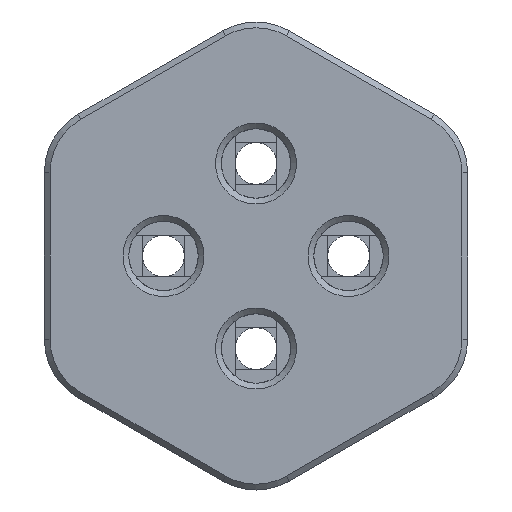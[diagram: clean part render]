
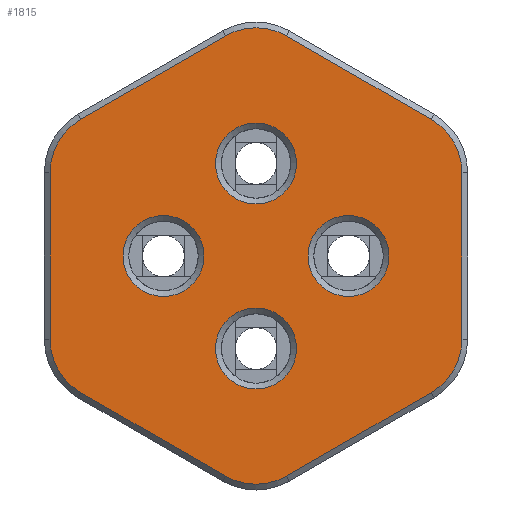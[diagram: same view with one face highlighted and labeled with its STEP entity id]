
A CAD part, front view. The second image highlights one B-rep face of the part: STEP entity #1815.
In plain terms, the highlighted planar face has unit normal (0, -1, 0).
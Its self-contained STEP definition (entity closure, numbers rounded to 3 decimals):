
#38=FACE_BOUND('',#232,.T.);
#39=FACE_BOUND('',#233,.T.);
#40=FACE_BOUND('',#234,.T.);
#41=FACE_BOUND('',#235,.T.);
#49=PLANE('',#1942);
#121=FACE_OUTER_BOUND('',#231,.T.);
#231=EDGE_LOOP('',(#1253,#1254,#1255,#1256,#1257,#1258,#1259,#1260,#1261,
#1262,#1263,#1264));
#232=EDGE_LOOP('',(#1265));
#233=EDGE_LOOP('',(#1266));
#234=EDGE_LOOP('',(#1267));
#235=EDGE_LOOP('',(#1268));
#352=LINE('',#2753,#529);
#353=LINE('',#2757,#530);
#354=LINE('',#2761,#531);
#355=LINE('',#2765,#532);
#356=LINE('',#2769,#533);
#357=LINE('',#2773,#534);
#529=VECTOR('',#2159,10.);
#530=VECTOR('',#2162,10.);
#531=VECTOR('',#2165,10.);
#532=VECTOR('',#2168,10.);
#533=VECTOR('',#2171,10.);
#534=VECTOR('',#2174,10.);
#707=CIRCLE('',#1941,3.5);
#708=CIRCLE('',#1943,5.3);
#709=CIRCLE('',#1944,5.3);
#710=CIRCLE('',#1945,5.3);
#711=CIRCLE('',#1946,5.3);
#712=CIRCLE('',#1947,5.3);
#713=CIRCLE('',#1948,5.3);
#714=CIRCLE('',#1949,3.5);
#715=CIRCLE('',#1950,3.5);
#716=CIRCLE('',#1951,3.5);
#805=VERTEX_POINT('',#2747);
#806=VERTEX_POINT('',#2751);
#807=VERTEX_POINT('',#2752);
#808=VERTEX_POINT('',#2754);
#809=VERTEX_POINT('',#2756);
#810=VERTEX_POINT('',#2758);
#811=VERTEX_POINT('',#2760);
#812=VERTEX_POINT('',#2762);
#813=VERTEX_POINT('',#2764);
#814=VERTEX_POINT('',#2766);
#815=VERTEX_POINT('',#2768);
#816=VERTEX_POINT('',#2770);
#817=VERTEX_POINT('',#2772);
#818=VERTEX_POINT('',#2775);
#819=VERTEX_POINT('',#2777);
#820=VERTEX_POINT('',#2779);
#976=EDGE_CURVE('',#805,#805,#707,.T.);
#977=EDGE_CURVE('',#806,#807,#352,.T.);
#978=EDGE_CURVE('',#808,#806,#708,.T.);
#979=EDGE_CURVE('',#809,#808,#353,.T.);
#980=EDGE_CURVE('',#810,#809,#709,.T.);
#981=EDGE_CURVE('',#811,#810,#354,.T.);
#982=EDGE_CURVE('',#812,#811,#710,.T.);
#983=EDGE_CURVE('',#813,#812,#355,.T.);
#984=EDGE_CURVE('',#814,#813,#711,.T.);
#985=EDGE_CURVE('',#815,#814,#356,.T.);
#986=EDGE_CURVE('',#816,#815,#712,.T.);
#987=EDGE_CURVE('',#817,#816,#357,.T.);
#988=EDGE_CURVE('',#807,#817,#713,.T.);
#989=EDGE_CURVE('',#818,#818,#714,.T.);
#990=EDGE_CURVE('',#819,#819,#715,.T.);
#991=EDGE_CURVE('',#820,#820,#716,.T.);
#1253=ORIENTED_EDGE('',*,*,#977,.F.);
#1254=ORIENTED_EDGE('',*,*,#978,.F.);
#1255=ORIENTED_EDGE('',*,*,#979,.F.);
#1256=ORIENTED_EDGE('',*,*,#980,.F.);
#1257=ORIENTED_EDGE('',*,*,#981,.F.);
#1258=ORIENTED_EDGE('',*,*,#982,.F.);
#1259=ORIENTED_EDGE('',*,*,#983,.F.);
#1260=ORIENTED_EDGE('',*,*,#984,.F.);
#1261=ORIENTED_EDGE('',*,*,#985,.F.);
#1262=ORIENTED_EDGE('',*,*,#986,.F.);
#1263=ORIENTED_EDGE('',*,*,#987,.F.);
#1264=ORIENTED_EDGE('',*,*,#988,.F.);
#1265=ORIENTED_EDGE('',*,*,#989,.F.);
#1266=ORIENTED_EDGE('',*,*,#990,.F.);
#1267=ORIENTED_EDGE('',*,*,#991,.F.);
#1268=ORIENTED_EDGE('',*,*,#976,.F.);
#1815=ADVANCED_FACE('',(#121,#38,#39,#40,#41),#49,.F.);
#1941=AXIS2_PLACEMENT_3D('',#2749,#2155,#2156);
#1942=AXIS2_PLACEMENT_3D('',#2750,#2157,#2158);
#1943=AXIS2_PLACEMENT_3D('',#2755,#2160,#2161);
#1944=AXIS2_PLACEMENT_3D('',#2759,#2163,#2164);
#1945=AXIS2_PLACEMENT_3D('',#2763,#2166,#2167);
#1946=AXIS2_PLACEMENT_3D('',#2767,#2169,#2170);
#1947=AXIS2_PLACEMENT_3D('',#2771,#2172,#2173);
#1948=AXIS2_PLACEMENT_3D('',#2774,#2175,#2176);
#1949=AXIS2_PLACEMENT_3D('',#2776,#2177,#2178);
#1950=AXIS2_PLACEMENT_3D('',#2778,#2179,#2180);
#1951=AXIS2_PLACEMENT_3D('',#2780,#2181,#2182);
#2155=DIRECTION('center_axis',(0.,-1.,0.));
#2156=DIRECTION('ref_axis',(0.,0.,
1.));
#2157=DIRECTION('center_axis',(0.,1.,0.));
#2158=DIRECTION('ref_axis',(-1.,0.,0.));
#2159=DIRECTION('',(0.,0.,-1.));
#2160=DIRECTION('center_axis',(0.,1.,0.));
#2161=DIRECTION('ref_axis',(1.,0.,0.));
#2162=DIRECTION('',(0.866,0.,-0.5));
#2163=DIRECTION('center_axis',(0.,1.,0.));
#2164=DIRECTION('ref_axis',(0.5,0.,0.866));
#2165=DIRECTION('',(0.866,0.,0.5));
#2166=DIRECTION('center_axis',(0.,1.,0.));
#2167=DIRECTION('ref_axis',(-0.5,0.,0.866));
#2168=DIRECTION('',(0.,0.,1.));
#2169=DIRECTION('center_axis',(0.,1.,0.));
#2170=DIRECTION('ref_axis',(-1.,0.,0.));
#2171=DIRECTION('',(-0.866,0.,0.5));
#2172=DIRECTION('center_axis',(0.,1.,0.));
#2173=DIRECTION('ref_axis',(-0.5,0.,-0.866));
#2174=DIRECTION('',(-0.866,0.,-0.5));
#2175=DIRECTION('center_axis',(0.,1.,0.));
#2176=DIRECTION('ref_axis',(0.5,0.,-0.866));
#2177=DIRECTION('center_axis',(0.,-1.,0.));
#2178=DIRECTION('ref_axis',(0.,0.,
1.));
#2179=DIRECTION('center_axis',(0.,-1.,0.));
#2180=DIRECTION('ref_axis',(0.,0.,
-1.));
#2181=DIRECTION('center_axis',(0.,-1.,0.));
#2182=DIRECTION('ref_axis',(0.,0.,
-1.));
#2747=CARTESIAN_POINT('',(-561.211,170.58,667.218));
#2749=CARTESIAN_POINT('Origin',(-561.211,170.58,670.718));
#2750=CARTESIAN_POINT('Origin',(-553.211,170.58,670.718));
#2751=CARTESIAN_POINT('',(-535.411,170.58,677.935));
#2752=CARTESIAN_POINT('',(-535.411,170.58,663.501));
#2753=CARTESIAN_POINT('',(-535.411,170.58,667.11));
#2754=CARTESIAN_POINT('',(-538.061,170.58,682.525));
#2755=CARTESIAN_POINT('Origin',(-540.711,170.58,677.935));
#2756=CARTESIAN_POINT('',(-550.561,170.58,689.742));
#2757=CARTESIAN_POINT('',(-541.186,170.58,684.329));
#2758=CARTESIAN_POINT('',(-555.861,170.58,689.742));
#2759=CARTESIAN_POINT('Origin',(-553.211,170.58,685.152));
#2760=CARTESIAN_POINT('',(-568.361,170.58,682.525));
#2761=CARTESIAN_POINT('',(-558.986,170.58,687.938));
#2762=CARTESIAN_POINT('',(-571.011,170.58,677.935));
#2763=CARTESIAN_POINT('Origin',(-565.711,170.58,677.935));
#2764=CARTESIAN_POINT('',(-571.011,170.58,663.501));
#2765=CARTESIAN_POINT('',(-571.011,170.58,674.327));
#2766=CARTESIAN_POINT('',(-568.361,170.58,658.911));
#2767=CARTESIAN_POINT('Origin',(-565.711,170.58,663.501));
#2768=CARTESIAN_POINT('',(-555.861,170.58,651.695));
#2769=CARTESIAN_POINT('',(-565.236,170.58,657.107));
#2770=CARTESIAN_POINT('',(-550.561,170.58,651.695));
#2771=CARTESIAN_POINT('Origin',(-553.211,170.58,656.284));
#2772=CARTESIAN_POINT('',(-538.061,170.58,658.911));
#2773=CARTESIAN_POINT('',(-547.436,170.58,653.499));
#2774=CARTESIAN_POINT('Origin',(-540.711,170.58,663.501));
#2775=CARTESIAN_POINT('',(-553.211,170.58,659.218));
#2776=CARTESIAN_POINT('Origin',(-553.211,170.58,662.718));
#2777=CARTESIAN_POINT('',(-553.211,170.58,682.218));
#2778=CARTESIAN_POINT('Origin',(-553.211,170.58,678.718));
#2779=CARTESIAN_POINT('',(-545.211,170.58,674.218));
#2780=CARTESIAN_POINT('Origin',(-545.211,170.58,670.718));
